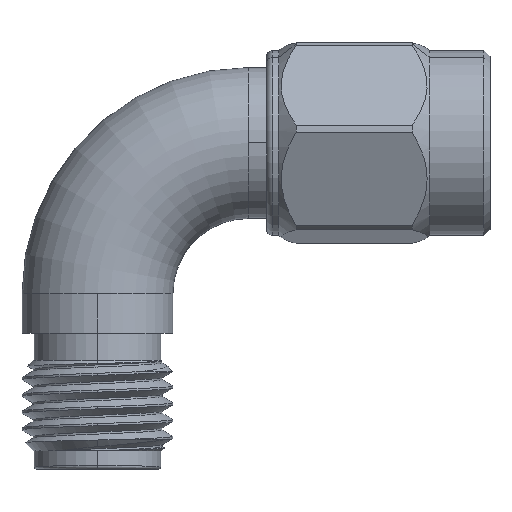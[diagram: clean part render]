
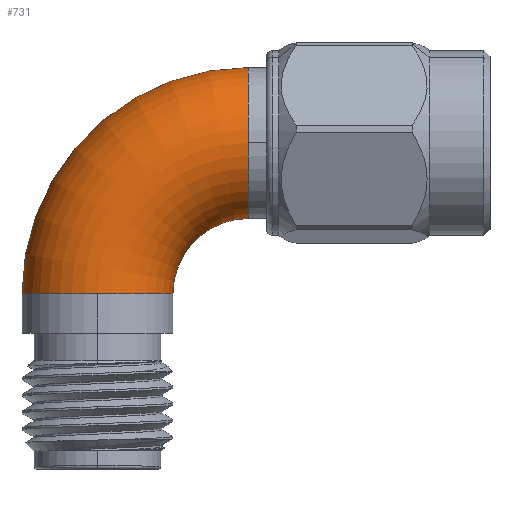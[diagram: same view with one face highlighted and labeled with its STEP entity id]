
A CAD part, top view. The second image highlights one B-rep face of the part: STEP entity #731.
In plain terms, the highlighted toroidal (fillet/blend) face has major radius 6.35 mm and minor radius 3.175 mm.
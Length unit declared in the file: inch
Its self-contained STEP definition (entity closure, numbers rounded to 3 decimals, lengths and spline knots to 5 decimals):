
#4 = EDGE_CURVE ( 'NONE', #2246, #329, #154, .T. ) ;
#55 = DIRECTION ( 'NONE',  ( 0., 0., 1. ) ) ;
#154 = CIRCLE ( 'NONE', #3388, 0.125 ) ;
#233 = DIRECTION ( 'NONE',  ( 0., 0., -1. ) ) ;
#279 = ORIENTED_EDGE ( 'NONE', *, *, #989, .T. ) ;
#329 = VERTEX_POINT ( 'NONE', #458 ) ;
#458 = CARTESIAN_POINT ( 'NONE',  ( 0.25, 0.525, 0. ) ) ;
#731 = ADVANCED_FACE ( 'NONE', ( #4201 ), #2251, .T. ) ;
#961 = AXIS2_PLACEMENT_3D ( 'NONE', #1616, #4316, #55 ) ;
#976 = DIRECTION ( 'NONE',  ( -1., 0., 0. ) ) ;
#989 = EDGE_CURVE ( 'NONE', #4252, #2246, #3657, .T. ) ;
#1034 = CARTESIAN_POINT ( 'NONE',  ( 0.25, 0.65, 0.125 ) ) ;
#1105 = DIRECTION ( 'NONE',  ( 0., 0., 1. ) ) ;
#1141 = EDGE_CURVE ( 'NONE', #1457, #4438, #1328, .T. ) ;
#1196 = CARTESIAN_POINT ( 'NONE',  ( 0.25, 0.775, 0. ) ) ;
#1328 = CIRCLE ( 'NONE', #1745, 0.375 ) ;
#1457 = VERTEX_POINT ( 'NONE', #3315 ) ;
#1492 = AXIS2_PLACEMENT_3D ( 'NONE', #2906, #4819, #4500 ) ;
#1501 = ORIENTED_EDGE ( 'NONE', *, *, #4759, .F. ) ;
#1616 = CARTESIAN_POINT ( 'NONE',  ( 0.25, 0.65, 0. ) ) ;
#1674 = CARTESIAN_POINT ( 'NONE',  ( 0.25, 0.4, 0. ) ) ;
#1697 = EDGE_LOOP ( 'NONE', ( #3237, #3619, #279, #4396, #3371, #1501 ) ) ;
#1710 = DIRECTION ( 'NONE',  ( 0., 0., -1. ) ) ;
#1727 = EDGE_CURVE ( 'NONE', #3701, #329, #2917, .T. ) ;
#1745 = AXIS2_PLACEMENT_3D ( 'NONE', #1674, #1710, #2880 ) ;
#1923 = CIRCLE ( 'NONE', #3987, 0.125 ) ;
#1947 = DIRECTION ( 'NONE',  ( 1., 0., 0. ) ) ;
#2184 = CARTESIAN_POINT ( 'NONE',  ( 0., 0.4, 0.125 ) ) ;
#2246 = VERTEX_POINT ( 'NONE', #4107 ) ;
#2251 = TOROIDAL_SURFACE ( 'NONE', #3868, 0.25, 0.125 ) ;
#2289 = DIRECTION ( 'NONE',  ( 0., 0., -1. ) ) ;
#2467 = DIRECTION ( 'NONE',  ( 0., 0., 1. ) ) ;
#2665 = CIRCLE ( 'NONE', #3386, 0.125 ) ;
#2694 = CARTESIAN_POINT ( 'NONE',  ( 0.25, 0.4, 0. ) ) ;
#2880 = DIRECTION ( 'NONE',  ( -1., 0., 0. ) ) ;
#2906 = CARTESIAN_POINT ( 'NONE',  ( 0., 0.4, 0. ) ) ;
#2917 = CIRCLE ( 'NONE', #961, 0.125 ) ;
#2935 = EDGE_CURVE ( 'NONE', #1457, #4252, #2665, .T. ) ;
#3082 = CARTESIAN_POINT ( 'NONE',  ( 0.25, 0.65, 0. ) ) ;
#3237 = ORIENTED_EDGE ( 'NONE', *, *, #1141, .F. ) ;
#3315 = CARTESIAN_POINT ( 'NONE',  ( -0.125, 0.4, 0. ) ) ;
#3342 = CARTESIAN_POINT ( 'NONE',  ( 0.25, 0.4, 0. ) ) ;
#3371 = ORIENTED_EDGE ( 'NONE', *, *, #1727, .F. ) ;
#3386 = AXIS2_PLACEMENT_3D ( 'NONE', #4021, #4411, #2467 ) ;
#3388 = AXIS2_PLACEMENT_3D ( 'NONE', #3342, #233, #976 ) ;
#3619 = ORIENTED_EDGE ( 'NONE', *, *, #2935, .T. ) ;
#3657 = CIRCLE ( 'NONE', #1492, 0.125 ) ;
#3701 = VERTEX_POINT ( 'NONE', #1034 ) ;
#3868 = AXIS2_PLACEMENT_3D ( 'NONE', #2694, #2289, #4228 ) ;
#3987 = AXIS2_PLACEMENT_3D ( 'NONE', #3082, #1947, #1105 ) ;
#4021 = CARTESIAN_POINT ( 'NONE',  ( 0., 0.4, 0. ) ) ;
#4107 = CARTESIAN_POINT ( 'NONE',  ( 0.125, 0.4, 0. ) ) ;
#4201 = FACE_OUTER_BOUND ( 'NONE', #1697, .T. ) ;
#4228 = DIRECTION ( 'NONE',  ( -1., 0., 0. ) ) ;
#4252 = VERTEX_POINT ( 'NONE', #2184 ) ;
#4316 = DIRECTION ( 'NONE',  ( 1., 0., 0. ) ) ;
#4396 = ORIENTED_EDGE ( 'NONE', *, *, #4, .T. ) ;
#4411 = DIRECTION ( 'NONE',  ( 0., 1., 0. ) ) ;
#4438 = VERTEX_POINT ( 'NONE', #1196 ) ;
#4500 = DIRECTION ( 'NONE',  ( 0., 0., 1. ) ) ;
#4759 = EDGE_CURVE ( 'NONE', #4438, #3701, #1923, .T. ) ;
#4819 = DIRECTION ( 'NONE',  ( 0., 1., 0. ) ) ;
